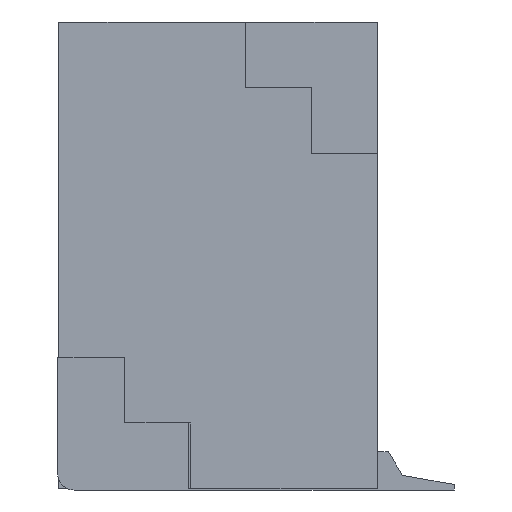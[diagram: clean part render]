
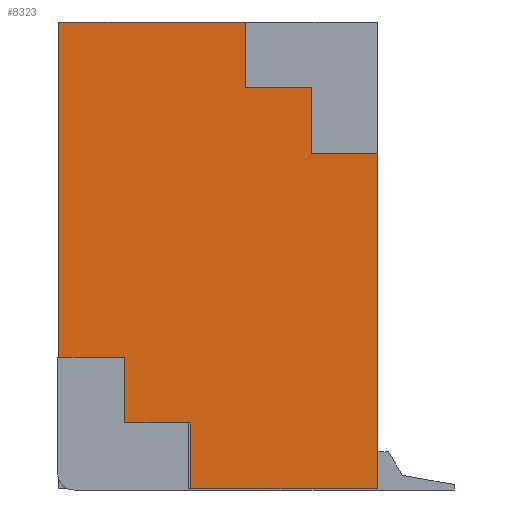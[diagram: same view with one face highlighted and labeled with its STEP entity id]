
A CAD part, left-side view. The second image highlights one B-rep face of the part: STEP entity #8323.
In plain terms, the highlighted planar face has unit normal (-1, 0, 0).
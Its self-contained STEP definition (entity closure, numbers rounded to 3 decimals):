
#186 = VECTOR ( 'NONE', #11687, 1000. ) ;
#429 = VECTOR ( 'NONE', #19621, 1000. ) ;
#563 = CARTESIAN_POINT ( 'NONE',  ( -1.5, -0.25, 4.25 ) ) ;
#658 = EDGE_LOOP ( 'NONE', ( #16767, #18687, #8513, #2557, #18050, #663, #15315, #18640, #3697, #17043, #13860, #10509 ) ) ;
#663 = ORIENTED_EDGE ( 'NONE', *, *, #4068, .T. ) ;
#752 = AXIS2_PLACEMENT_3D ( 'NONE', #947, #2533, #4397 ) ;
#844 = CARTESIAN_POINT ( 'NONE',  ( -1.5, 1.45, 4.25 ) ) ;
#947 = CARTESIAN_POINT ( 'NONE',  ( -1.5, -1.45, 4.25 ) ) ;
#1147 = EDGE_CURVE ( 'NONE', #18166, #3844, #12703, .T. ) ;
#1363 = PLANE ( 'NONE',  #752 ) ;
#1375 = DIRECTION ( 'NONE',  ( 0., 0., -1. ) ) ;
#1842 = EDGE_CURVE ( 'NONE', #3844, #16183, #13993, .T. ) ;
#2077 = CARTESIAN_POINT ( 'NONE',  ( -1.5, -1.45, 3.05 ) ) ;
#2315 = EDGE_CURVE ( 'NONE', #5839, #3746, #13307, .T. ) ;
#2533 = DIRECTION ( 'NONE',  ( 1., 0., 0. ) ) ;
#2557 = ORIENTED_EDGE ( 'NONE', *, *, #2728, .F. ) ;
#2728 = EDGE_CURVE ( 'NONE', #6029, #9064, #7622, .T. ) ;
#2734 = CARTESIAN_POINT ( 'NONE',  ( -1.5, -0.25, 3.65 ) ) ;
#2862 = VECTOR ( 'NONE', #16495, 1000. ) ;
#2940 = VERTEX_POINT ( 'NONE', #19868 ) ;
#3010 = CARTESIAN_POINT ( 'NONE',  ( -1.5, -1.45, 3.05 ) ) ;
#3059 = CARTESIAN_POINT ( 'NONE',  ( -1.5, -1.45, 4.25 ) ) ;
#3517 = LINE ( 'NONE', #16463, #8632 ) ;
#3697 = ORIENTED_EDGE ( 'NONE', *, *, #10491, .F. ) ;
#3746 = VERTEX_POINT ( 'NONE', #20177 ) ;
#3844 = VERTEX_POINT ( 'NONE', #2077 ) ;
#3991 = VECTOR ( 'NONE', #18230, 1000. ) ;
#4068 = EDGE_CURVE ( 'NONE', #4811, #16183, #3517, .T. ) ;
#4397 = DIRECTION ( 'NONE',  ( 0., 0., -1. ) ) ;
#4411 = CARTESIAN_POINT ( 'NONE',  ( -1.5, 0.85, 0.6 ) ) ;
#4808 = CARTESIAN_POINT ( 'NONE',  ( -1.5, 0.25, 0.6 ) ) ;
#4811 = VERTEX_POINT ( 'NONE', #16456 ) ;
#5348 = LINE ( 'NONE', #844, #5772 ) ;
#5721 = CARTESIAN_POINT ( 'NONE',  ( -1.5, 0.25, 0.6 ) ) ;
#5731 = EDGE_CURVE ( 'NONE', #12115, #2940, #5348, .T. ) ;
#5772 = VECTOR ( 'NONE', #7006, 1000. ) ;
#5839 = VERTEX_POINT ( 'NONE', #2734 ) ;
#5872 = VERTEX_POINT ( 'NONE', #14270 ) ;
#6029 = VERTEX_POINT ( 'NONE', #5721 ) ;
#6323 = VECTOR ( 'NONE', #10092, 1000. ) ;
#6536 = CARTESIAN_POINT ( 'NONE',  ( -1.5, -1.45, 0. ) ) ;
#6865 = CARTESIAN_POINT ( 'NONE',  ( -1.5, -0.85, 3.05 ) ) ;
#7006 = DIRECTION ( 'NONE',  ( 0., 0., -1. ) ) ;
#7622 = LINE ( 'NONE', #4808, #14881 ) ;
#8026 = EDGE_CURVE ( 'NONE', #5872, #5839, #10192, .T. ) ;
#8323 = ADVANCED_FACE ( 'NONE', ( #12318 ), #1363, .F. ) ;
#8513 = ORIENTED_EDGE ( 'NONE', *, *, #18618, .F. ) ;
#8591 = DIRECTION ( 'NONE',  ( 0., 0., -1. ) ) ;
#8632 = VECTOR ( 'NONE', #19120, 1000. ) ;
#9064 = VERTEX_POINT ( 'NONE', #4411 ) ;
#9192 = EDGE_CURVE ( 'NONE', #12115, #5872, #13407, .T. ) ;
#9239 = VECTOR ( 'NONE', #9648, 1000. ) ;
#9395 = DIRECTION ( 'NONE',  ( 0., 1., 0. ) ) ;
#9438 = CARTESIAN_POINT ( 'NONE',  ( -1.5, 0.85, 0.6 ) ) ;
#9648 = DIRECTION ( 'NONE',  ( 0., 0., 1. ) ) ;
#9660 = VERTEX_POINT ( 'NONE', #18424 ) ;
#9724 = EDGE_CURVE ( 'NONE', #4811, #6029, #11973, .T. ) ;
#10091 = VECTOR ( 'NONE', #8591, 1000. ) ;
#10092 = DIRECTION ( 'NONE',  ( 0., -1., 0. ) ) ;
#10162 = CARTESIAN_POINT ( 'NONE',  ( -1.5, 1.45, 4.25 ) ) ;
#10192 = LINE ( 'NONE', #563, #10091 ) ;
#10233 = CARTESIAN_POINT ( 'NONE',  ( -1.5, -0.85, 3.65 ) ) ;
#10371 = VECTOR ( 'NONE', #1375, 1000. ) ;
#10463 = EDGE_CURVE ( 'NONE', #9660, #2940, #14777, .T. ) ;
#10491 = EDGE_CURVE ( 'NONE', #3746, #18166, #13243, .T. ) ;
#10509 = ORIENTED_EDGE ( 'NONE', *, *, #9192, .F. ) ;
#11687 = DIRECTION ( 'NONE',  ( 0., 1., 0. ) ) ;
#11973 = LINE ( 'NONE', #13839, #3991 ) ;
#12115 = VERTEX_POINT ( 'NONE', #10162 ) ;
#12318 = FACE_OUTER_BOUND ( 'NONE', #658, .T. ) ;
#12650 = VECTOR ( 'NONE', #20157, 1000. ) ;
#12703 = LINE ( 'NONE', #3010, #12650 ) ;
#13100 = CARTESIAN_POINT ( 'NONE',  ( -1.5, -0.25, 3.65 ) ) ;
#13243 = LINE ( 'NONE', #10233, #2862 ) ;
#13307 = LINE ( 'NONE', #13100, #6323 ) ;
#13407 = LINE ( 'NONE', #3059, #429 ) ;
#13539 = CARTESIAN_POINT ( 'NONE',  ( -1.5, 1.45, 1.2 ) ) ;
#13839 = CARTESIAN_POINT ( 'NONE',  ( -1.5, 0.25, 0. ) ) ;
#13860 = ORIENTED_EDGE ( 'NONE', *, *, #8026, .F. ) ;
#13993 = LINE ( 'NONE', #15619, #10371 ) ;
#14270 = CARTESIAN_POINT ( 'NONE',  ( -1.5, -0.25, 4.25 ) ) ;
#14312 = LINE ( 'NONE', #9438, #9239 ) ;
#14777 = LINE ( 'NONE', #13539, #186 ) ;
#14881 = VECTOR ( 'NONE', #9395, 1000. ) ;
#15315 = ORIENTED_EDGE ( 'NONE', *, *, #1842, .F. ) ;
#15619 = CARTESIAN_POINT ( 'NONE',  ( -1.5, -1.45, 4.25 ) ) ;
#16183 = VERTEX_POINT ( 'NONE', #6536 ) ;
#16456 = CARTESIAN_POINT ( 'NONE',  ( -1.5, 0.25, 0. ) ) ;
#16463 = CARTESIAN_POINT ( 'NONE',  ( -1.5, -1.45, 0. ) ) ;
#16495 = DIRECTION ( 'NONE',  ( 0., 0., -1. ) ) ;
#16767 = ORIENTED_EDGE ( 'NONE', *, *, #5731, .T. ) ;
#17043 = ORIENTED_EDGE ( 'NONE', *, *, #2315, .F. ) ;
#18050 = ORIENTED_EDGE ( 'NONE', *, *, #9724, .F. ) ;
#18166 = VERTEX_POINT ( 'NONE', #6865 ) ;
#18230 = DIRECTION ( 'NONE',  ( 0., 0., 1. ) ) ;
#18424 = CARTESIAN_POINT ( 'NONE',  ( -1.5, 0.85, 1.2 ) ) ;
#18618 = EDGE_CURVE ( 'NONE', #9064, #9660, #14312, .T. ) ;
#18640 = ORIENTED_EDGE ( 'NONE', *, *, #1147, .F. ) ;
#18687 = ORIENTED_EDGE ( 'NONE', *, *, #10463, .F. ) ;
#19120 = DIRECTION ( 'NONE',  ( 0., -1., 0. ) ) ;
#19621 = DIRECTION ( 'NONE',  ( 0., -1., 0. ) ) ;
#19868 = CARTESIAN_POINT ( 'NONE',  ( -1.5, 1.45, 1.2 ) ) ;
#20157 = DIRECTION ( 'NONE',  ( 0., -1., 0. ) ) ;
#20177 = CARTESIAN_POINT ( 'NONE',  ( -1.5, -0.85, 3.65 ) ) ;
